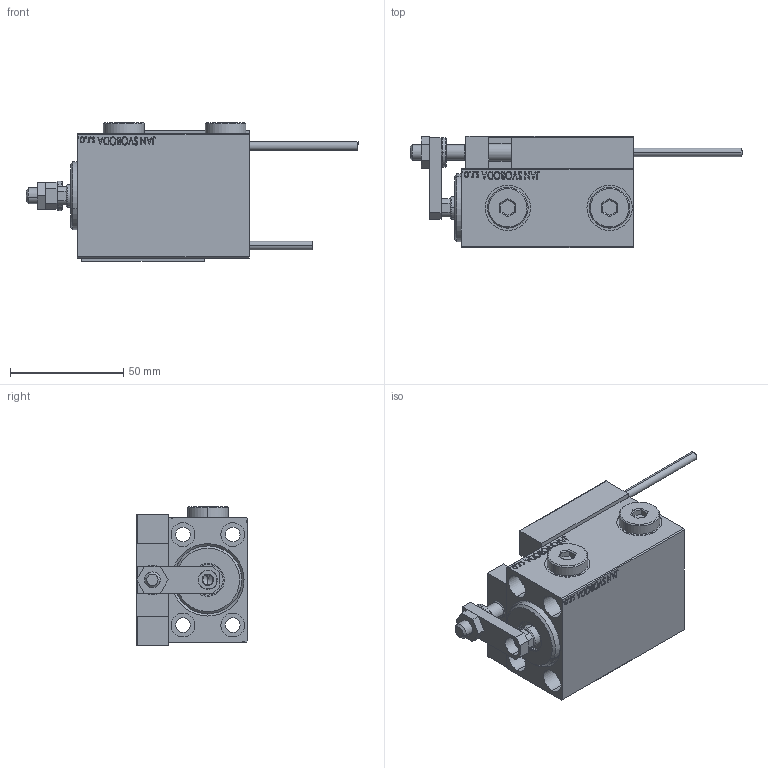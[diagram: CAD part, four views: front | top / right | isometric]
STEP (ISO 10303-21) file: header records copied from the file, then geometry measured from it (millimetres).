
FILE_DESCRIPTION (( 'STEP AP203' ), '1' );
FILE_NAME ('2a49.STEP', '2024-02-11T10:41:54', ( '' ), ( '' ), 'SwSTEP 2.0', 'SolidWorks 2019', '' );
FILE_SCHEMA (( 'CONFIG_CONTROL_DESIGN' ));
Length unit declared in the file: millimetre
Products named in the file (16): NUT_D12 c69f05b3fc1d7f410fc19d6856f92a4f; Block c69f05b3fc1d7f410fc19d6856f92a4f; ALLEN BOLT D8 c69f05b3fc1d7f410fc19d6856f92a4f; ALLEN BOLT D5 c69f05b3fc1d7f410fc19d6856f92a4f; SWITCH_X_FRONT_BACK c69f05b3fc1d7f410fc19d6856f92a4f; SWITCH DIM B,W c69f05b3fc1d7f410fc19d6856f92a4f; TYC_L79 c69f05b3fc1d7f410fc19d6856f92a4f; V450CM_VC_B c69f05b3fc1d7f410fc19d6856f92a4f; MAGNET c69f05b3fc1d7f410fc19d6856f92a4f; ZARAZKA c69f05b3fc1d7f410fc19d6856f92a4f; V450CM_C_VCP c69f05b3fc1d7f410fc19d6856f92a4f; SWITCH X c69f05b3fc1d7f410fc19d6856f92a4f; V450CM_C_Body c69f05b3fc1d7f410fc19d6856f92a4f; 2a49; KONCOVKA c69f05b3fc1d7f410fc19d6856f92a4f; Zatka_OIL_PORT c69f05b3fc1d7f410fc19d6856f92a4f
Assembly tree (26 placements, depth 3):
  2a49
    V450CM_C_Body c69f05b3fc1d7f410fc19d6856f92a4f
    SWITCH X c69f05b3fc1d7f410fc19d6856f92a4f
      SWITCH_X_FRONT_BACK c69f05b3fc1d7f410fc19d6856f92a4f  x2
      TYC_L79 c69f05b3fc1d7f410fc19d6856f92a4f
      Block c69f05b3fc1d7f410fc19d6856f92a4f  x2
      ALLEN BOLT D5 c69f05b3fc1d7f410fc19d6856f92a4f  x4
      ALLEN BOLT D8 c69f05b3fc1d7f410fc19d6856f92a4f  x4
      MAGNET c69f05b3fc1d7f410fc19d6856f92a4f  x2
      KONCOVKA c69f05b3fc1d7f410fc19d6856f92a4f  x2
    NUT_D12 c69f05b3fc1d7f410fc19d6856f92a4f
    SWITCH DIM B,W c69f05b3fc1d7f410fc19d6856f92a4f
    ZARAZKA c69f05b3fc1d7f410fc19d6856f92a4f
    V450CM_C_VCP c69f05b3fc1d7f410fc19d6856f92a4f
    V450CM_VC_B c69f05b3fc1d7f410fc19d6856f92a4f
    Zatka_OIL_PORT c69f05b3fc1d7f410fc19d6856f92a4f  x2
Bounding box: 146.7 x 49 x 61.4 mm (x, y, z)
Volume: 169018.1 mm3; surface area: 60043.6 mm2
Topology: 25 solids, 25 shells, 1339 faces, 3194 edges, 2039 vertices
Faces by surface type: plane 595, bspline 380, cylinder 206, cone 110, torus 44, sphere 4
Entity records: 51528 total; most frequent: CARTESIAN_POINT 26248, ORIENTED_EDGE 5328, DIRECTION 3650, EDGE_CURVE 2664, VERTEX_POINT 1739, VECTOR 1536, LINE 1536, EDGE_LOOP 1239
